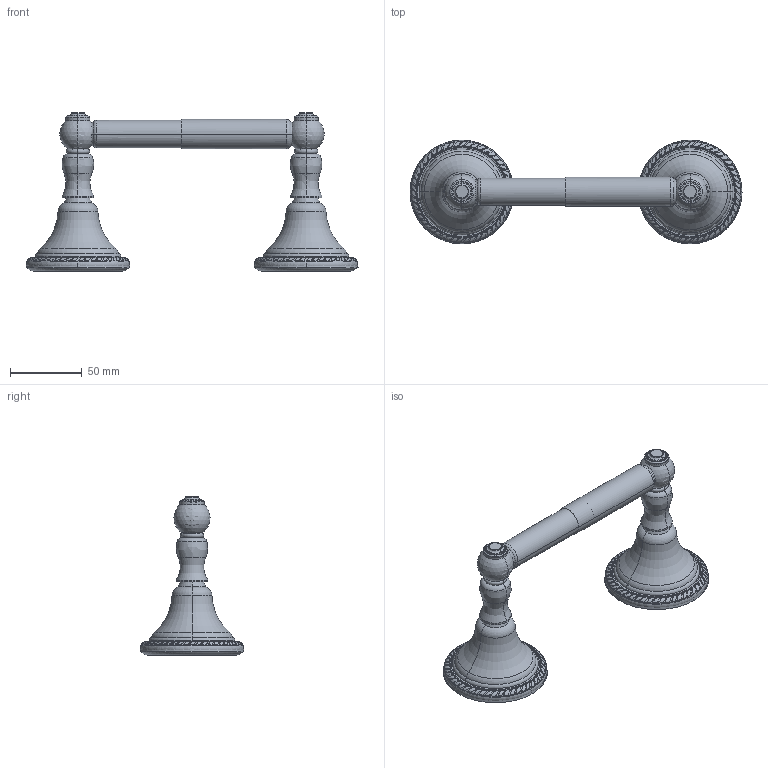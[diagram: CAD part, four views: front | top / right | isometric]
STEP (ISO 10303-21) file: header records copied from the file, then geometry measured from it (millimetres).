
FILE_DESCRIPTION((''),'2;1');
FILE_NAME('15-28_WEB','2010-07-13T',('rathishkumar'),(''),'PRO/ENGINEER BY PARAMETRIC TECHNOLOGY CORPORATION, 2009300','PRO/ENGINEER BY PARAMETRIC TECHNOLOGY CORPORATION, 2009300','');
FILE_SCHEMA(('CONFIG_CONTROL_DESIGN'));
Products named in the file (1): 15-28_WEB
Bounding box: 231.01 x 72.26 x 109.98 mm (x, y, z)
Surface area: 693379.8 mm2 (no closed solid volume)
Topology: 0 solids, 0 shells, 752 faces, 3498 edges, 3362 vertices
Faces by surface type: bspline 584, torus 164, sphere 4
Entity records: 60275 total; most frequent: CARTESIAN_POINT 34642, DIRECTION 3266, DEFINITIONAL_REPRESENTATION 3222, PCURVE 3222, COMPOSITE_CURVE_SEGMENT 3222, B_SPLINE_CURVE_WITH_KNOTS 2681, TRIMMED_CURVE 2518, VECTOR 2106
